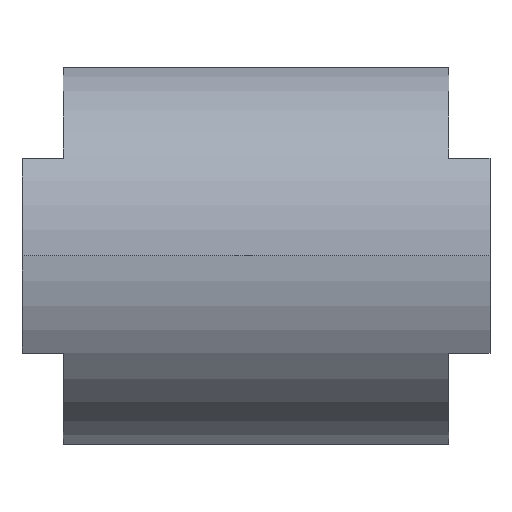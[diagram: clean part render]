
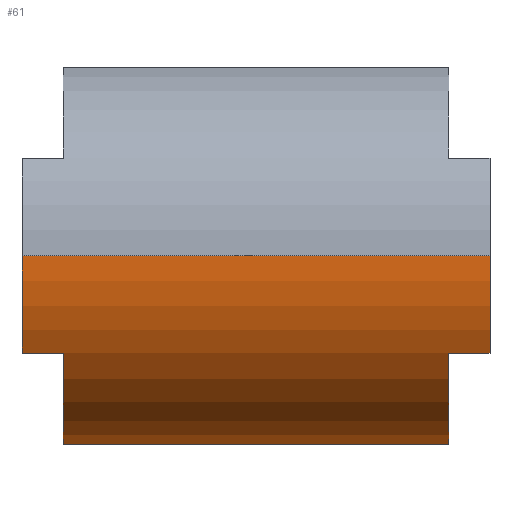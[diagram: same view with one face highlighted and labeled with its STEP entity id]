
A CAD part, top view. The second image highlights one B-rep face of the part: STEP entity #61.
In plain terms, the highlighted cylindrical face has radius 14 mm (diameter 28 mm), a partial arc.
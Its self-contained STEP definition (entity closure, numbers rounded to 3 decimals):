
#61=ADVANCED_FACE('NONE',(#145),#146,.T.);
#145=FACE_OUTER_BOUND('',#249,.T.);
#146=CYLINDRICAL_SURFACE('',#250,14.0);
#249=EDGE_LOOP('',(#357,#358,#359,#360,#361,#362,#363,#364));
#250=AXIS2_PLACEMENT_3D('',#365,#366,#367);
#357=ORIENTED_EDGE('',*,*,#660,.T.);
#358=ORIENTED_EDGE('',*,*,#661,.T.);
#359=ORIENTED_EDGE('',*,*,#662,.T.);
#360=ORIENTED_EDGE('',*,*,#663,.T.);
#361=ORIENTED_EDGE('',*,*,#664,.T.);
#362=ORIENTED_EDGE('',*,*,#665,.T.);
#363=ORIENTED_EDGE('',*,*,#666,.T.);
#364=ORIENTED_EDGE('',*,*,#667,.T.);
#365=CARTESIAN_POINT('',(34.0,0.0,0.));
#366=DIRECTION('',(1.0,0.,-0.0));
#367=DIRECTION('',(0.0,0.0,1.0));
#660=EDGE_CURVE('NONE',#791,#792,#793,.T.);
#661=EDGE_CURVE('NONE',#792,#794,#795,.T.);
#662=EDGE_CURVE('NONE',#794,#796,#797,.T.);
#663=EDGE_CURVE('NONE',#796,#798,#799,.T.);
#664=EDGE_CURVE('NONE',#798,#800,#801,.T.);
#665=EDGE_CURVE('NONE',#800,#802,#803,.T.);
#666=EDGE_CURVE('NONE',#802,#804,#805,.T.);
#667=EDGE_CURVE('NONE',#804,#791,#806,.T.);
#791=VERTEX_POINT('NONE',#978);
#792=VERTEX_POINT('NONE',#979);
#793=CIRCLE('',#980,14.0);
#794=VERTEX_POINT('NONE',#981);
#795=LINE('',#982,#983);
#796=VERTEX_POINT('NONE',#984);
#797=CIRCLE('',#985,14.0);
#798=VERTEX_POINT('NONE',#986);
#799=LINE('',#987,#988);
#800=VERTEX_POINT('NONE',#989);
#801=CIRCLE('',#990,14.0);
#802=VERTEX_POINT('NONE',#991);
#803=LINE('',#992,#993);
#804=VERTEX_POINT('NONE',#994);
#805=CIRCLE('',#995,14.0);
#806=LINE('',#996,#997);
#978=CARTESIAN_POINT('',(34.0,-7.079,12.079));
#979=CARTESIAN_POINT('',(34.0,0.,14.));
#980=AXIS2_PLACEMENT_3D('',#1212,#1213,#1214);
#981=CARTESIAN_POINT('',(0.,0.,14.));
#982=CARTESIAN_POINT('',(34.0,0.0,14.));
#983=VECTOR('',#1215,1000.0);
#984=CARTESIAN_POINT('',(0.,-7.079,12.079));
#985=AXIS2_PLACEMENT_3D('',#1216,#1217,#1218);
#986=CARTESIAN_POINT('',(3.0,-7.079,12.079));
#987=CARTESIAN_POINT('',(34.0,-7.079,12.079));
#988=VECTOR('',#1219,1000.0);
#989=CARTESIAN_POINT('',(3.0,-13.675,3.));
#990=AXIS2_PLACEMENT_3D('',#1220,#1221,#1222);
#991=CARTESIAN_POINT('',(31.0,-13.675,3.));
#992=CARTESIAN_POINT('',(34.0,-13.675,3.));
#993=VECTOR('',#1223,1000.0);
#994=CARTESIAN_POINT('',(31.0,-7.079,12.079));
#995=AXIS2_PLACEMENT_3D('',#1224,#1225,#1226);
#996=CARTESIAN_POINT('',(34.0,-7.079,12.079));
#997=VECTOR('',#1227,1000.0);
#1212=CARTESIAN_POINT('',(34.0,0.,0.));
#1213=DIRECTION('',(-1.0,0.,0.0));
#1214=DIRECTION('',(0.0,0.0,1.0));
#1215=DIRECTION('',(-1.0,0.,0.));
#1216=CARTESIAN_POINT('',(0.0,0.,0.));
#1217=DIRECTION('',(1.0,0.,0.));
#1218=DIRECTION('',(0.,0.0,1.0));
#1219=DIRECTION('',(1.0,0.,0.));
#1220=CARTESIAN_POINT('',(3.0,0.,0.));
#1221=DIRECTION('',(1.0,0.,0.));
#1222=DIRECTION('',(0.,0.,1.0));
#1223=DIRECTION('',(1.0,0.,0.));
#1224=CARTESIAN_POINT('',(31.0,0.,0.));
#1225=DIRECTION('',(-1.0,0.,0.0));
#1226=DIRECTION('',(0.0,0.0,1.0));
#1227=DIRECTION('',(1.0,0.,0.));
